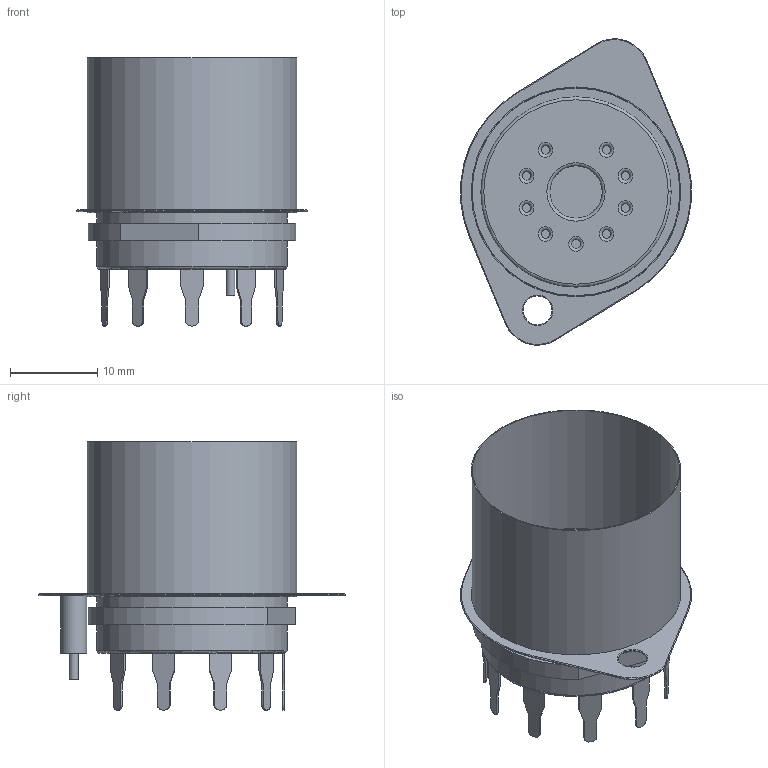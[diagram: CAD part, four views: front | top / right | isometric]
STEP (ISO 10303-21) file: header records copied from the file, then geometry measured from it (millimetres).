
FILE_DESCRIPTION(/* description */ ('model of Valve_Noval-B9A_Belton-VT9-PT-C_Socket'),/* implementation_level */ '2;1');
FILE_NAME(/* name */ 'Valve_Noval-B9A_Belton-VT9-PT-C_Socket.step',/* time_stamp */ '2018-12-04T20:22:18',/* author */ ('kicad StepUp','ksu'),/* organization */ ('FreeCAD'),/* preprocessor_version */ 'OCC',/* originating_system */ 'kicad StepUp',/* authorisation */ '');
FILE_SCHEMA(('AUTOMOTIVE_DESIGN { 1 0 10303 214 1 1 1 1 }'));
Length unit declared in the file: millimetre
Products named in the file (1): Valve_Noval_B9A_Belton_VT9_PT_C_Socket
Bounding box: 26.42 x 35.1 x 30.7 mm (x, y, z)
Volume: 3366.5 mm3; surface area: 5205.6 mm2
Topology: 2 solids, 11 shells, 233 faces, 543 edges, 351 vertices
Faces by surface type: plane 141, cylinder 62, torus 30
Full cylindrical faces by diameter (mm): 0.1 x1, 1 x1, 1.016 x18, 3 x1, 3.3 x1, 4 x1, 6 x2, 21.8 x3, 23.8 x1, 24 x1
Entity records: 8723 total; most frequent: CARTESIAN_POINT 1630, DIRECTION 1179, ORIENTED_EDGE 1086, EDGE_CURVE 543, AXIS2_PLACEMENT_3D 432, VERTEX_POINT 351, LINE 315, VECTOR 315
